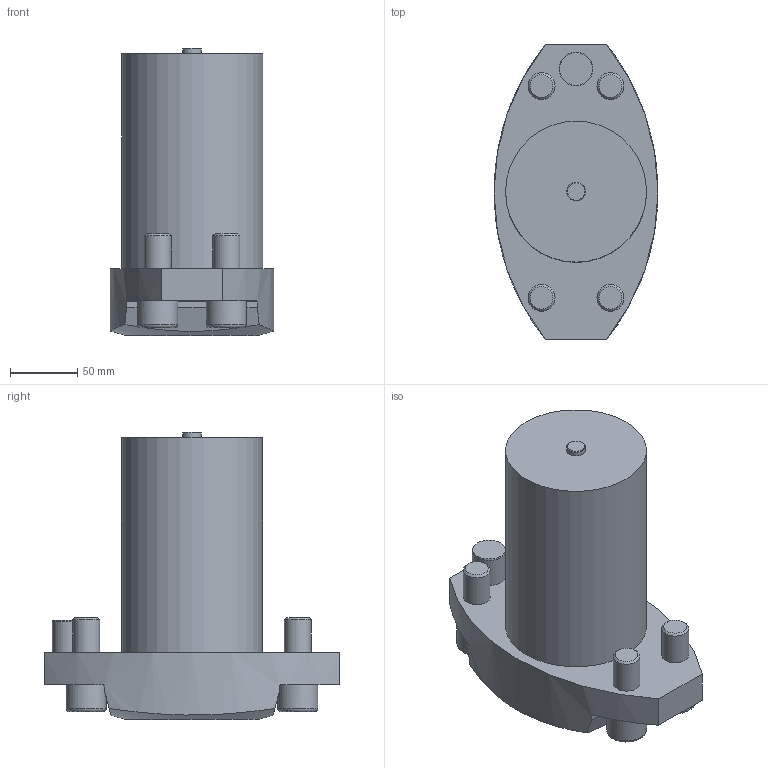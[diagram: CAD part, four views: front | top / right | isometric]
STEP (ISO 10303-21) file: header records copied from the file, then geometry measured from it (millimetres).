
FILE_DESCRIPTION(/* description */ (''),/* implementation_level */ '2;1');
FILE_NAME(/* name */ '1522910940021.stp',/* time_stamp */ '2018-04-05T08:49:14+02:00',/* author */ (''),/* organization */ ('SMS'),/* preprocessor_version */ 'ST-DEVELOPER v15',/* originating_system */ 'SIEMENS PLM Software NX 8.5',/* authorisation */ '');
FILE_SCHEMA (('AUTOMOTIVE_DESIGN { 1 0 10303 214 3 1 1 1 }'));
Length unit declared in the file: millimetre
Products named in the file (1): MOD000000000000000020083410500000
Bounding box: 122 x 220 x 214 mm (x, y, z)
Volume: 2126428.2 mm3; surface area: 147173.1 mm2
Topology: 1 solids, 1 shells, 83 faces, 211 edges, 139 vertices
Faces by surface type: plane 47, cylinder 19, cone 13, torus 4
Full cylindrical faces by diameter (mm): 5.35 x1, 14 x1, 20 x4, 24.915 x1, 29.835 x4, 100 x1, 105 x1
Entity records: 2454 total; most frequent: CARTESIAN_POINT 483, DIRECTION 431, ORIENTED_EDGE 354, EDGE_CURVE 177, AXIS2_PLACEMENT_3D 172, VERTEX_POINT 130, EDGE_LOOP 117, LINE 87
